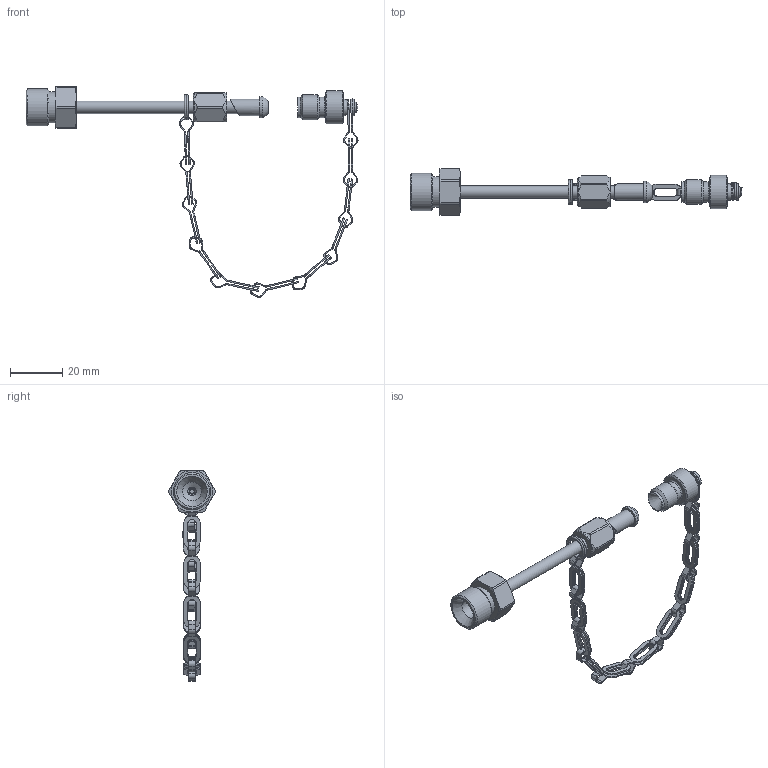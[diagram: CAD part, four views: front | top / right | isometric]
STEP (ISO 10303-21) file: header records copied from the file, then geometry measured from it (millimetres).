
FILE_DESCRIPTION(('STEP AP214'),'1');
FILE_NAME('Transfill Adapter Assy, 916-18 Socket x AN800 Nipple, 3 in (00GSE-1052-03).stp','2024-03-28T19:05:14',(' '),(' '),'Spatial InterOp 3D',' ',' ');
FILE_SCHEMA(('AUTOMOTIVE_DESIGN { 1 0 10303 214 1 1 1 1 }'));
Length unit declared in the file: inch
Products named in the file (15): 0CP01-0101-01$-0 (Plug & Chain Assembly, AN-800-3); #417; 09030-0102-32 (Shim, Flat-washer type, Ø.094id x Ø.250od x .032h, Brass); 2/0 Brass Safety Chain [Path 2 - Cap-OFF]; Link (11x0.6); 09300-0001-00 (2/0 Brass Safety Chain) [DV]; 0CP01-0203-00$Ax (Threaded Dust Plug, AN-800-3 M (Socket)); 00GSE-1052-03 (Transfill Adapter Assy, 9/16-18 Socket x AN800 Nipple, 3 in); 0TA54-1052-01 (Sub-Assy for GSE-1052, 3") (Aero Specialties); 00VEN-040-000$-0 [00VEN-0040-00](Cone, Union, 3/16 OD Tube [AN800-3]) [Kernel]; 00VEN-042-000$-1 [00VEN-0042-00] (Nut, Union, 3/16 OD Tube x 3/8-24 THD [AN805-3]) [Kernel]; 19606-0003-06 (3/16" OD Copper Tubing, 3" Cut Length); ---09004-0001-00 (Split Ring, 3/8 OD x 5/16 id x 1/16, Brass) [McMaster 93830A130???]; 09004-0001-00 (Split Ring, 3/8 OD x 5/16 id x 1/16, Brass) [McMaster 93830A130???]; 09900-001-00 (AS 9/16-18 Socket) (Customer Supplied)
Assembly tree (24 placements, depth 5):
  00GSE-1052-03 (Transfill Adapter Assy, 9/16-18 Socket x AN800 Nipple, 3 in)
    0CP01-0101-01$-0 (Plug & Chain Assembly, AN-800-3)
      #417
      09030-0102-32 (Shim, Flat-washer type, Ø.094id x Ø.250od x .032h, Brass)
      09300-0001-00 (2/0 Brass Safety Chain) [DV]
        2/0 Brass Safety Chain [Path 2 - Cap-OFF]
          Link (11x0.6)  x11
      0CP01-0203-00$Ax (Threaded Dust Plug, AN-800-3 M (Socket))
    0TA54-1052-01 (Sub-Assy for GSE-1052, 3") (Aero Specialties)
      00VEN-040-000$-0 [00VEN-0040-00](Cone, Union, 3/16 OD Tube [AN800-3]) [Kernel]
      00VEN-042-000$-1 [00VEN-0042-00] (Nut, Union, 3/16 OD Tube x 3/8-24 THD [AN805-3]) [Kernel]
      19606-0003-06 (3/16" OD Copper Tubing, 3" Cut Length)
      ---09004-0001-00 (Split Ring, 3/8 OD x 5/16 id x 1/16, Brass) [McMaster 93830A130???]
      09004-0001-00 (Split Ring, 3/8 OD x 5/16 id x 1/16, Brass) [McMaster 93830A130???]
      09900-001-00 (AS 9/16-18 Socket) (Customer Supplied)
Bounding box: 126.76 x 17.89 x 80.48 mm (x, y, z)
Volume: 6548.4 mm3; surface area: 9904.4 mm2
Topology: 20 solids, 20 shells, 562 faces, 1503 edges, 984 vertices
Faces by surface type: plane 299, cylinder 211, cone 27, torus 17, bspline 6, sphere 2
Full cylindrical faces by diameter (mm): 2.184 x2, 2.388 x1, 3.175 x1, 3.226 x1, 3.556 x1, 4.751 x1, 4.801 x1, 4.851 x1, 6.299 x1, 6.35 x2, 6.579 x1, 7.163 x1, 7.798 x2, 8.077 x1, 8.306 x1, 9.525 x2, 11.786 x1, 12.7 x1, 14.224 x1
Entity records: 7036 total; most frequent: CARTESIAN_POINT 1906, DIRECTION 772, ORIENTED_EDGE 634, AXIS2_PLACEMENT_3D 336, EDGE_CURVE 317, EDGE_LOOP 231, VERTEX_POINT 224, FACE_OUTER_BOUND 192
